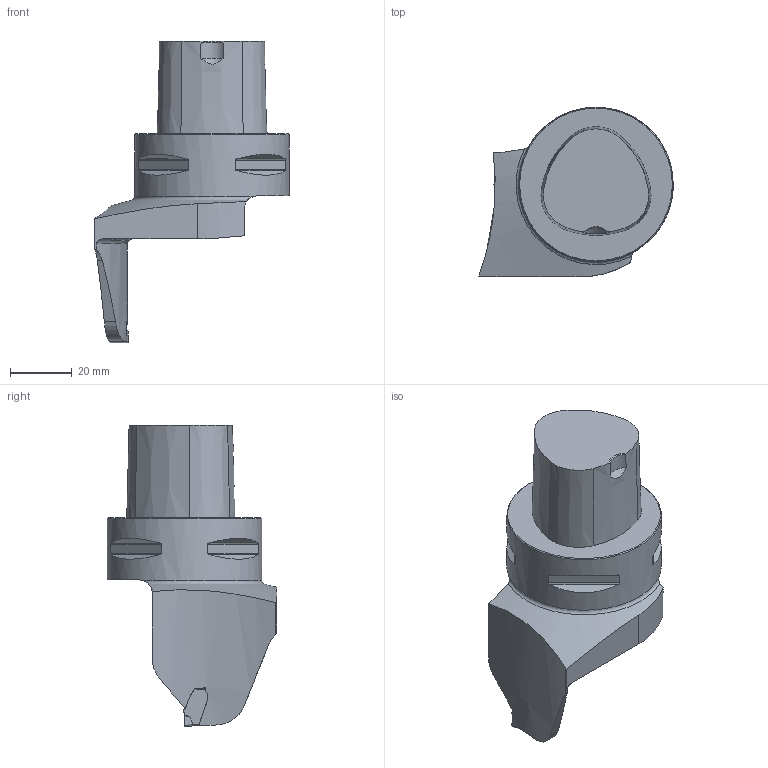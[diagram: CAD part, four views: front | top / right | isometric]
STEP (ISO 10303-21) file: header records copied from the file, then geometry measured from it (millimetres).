
FILE_DESCRIPTION(/* description */ (''),/* implementation_level */ '2;1');
FILE_NAME(/* name */ 'toolassembly_1.stp',/* time_stamp */ '2020-06-17T11:29:50+02:00',/* author */ (''),/* organization */ ('SMS'),/* preprocessor_version */ 'ST-DEVELOPER v16.7',/* originating_system */ 'SIEMENS PLM Software NX 12.0',/* authorisation */ '');
FILE_SCHEMA (('AUTOMOTIVE_DESIGN { 1 0 10303 214 3 1 1 1 }'));
Length unit declared in the file: millimetre
Products named in the file (4): ASSEMBLY_CONSTRUCTION; CUT_20200617112702; NOCUT_20200617112615; TOOLASSEMBLY_1
Assembly tree (3 placements, depth 2):
  TOOLASSEMBLY_1
    NOCUT_20200617112615
    CUT_20200617112702
    ASSEMBLY_CONSTRUCTION
Bounding box: 62.94 x 54.8 x 97.6 mm (x, y, z)
Volume: 93468.2 mm3; surface area: 16039.7 mm2
Topology: 2 solids, 2 shells, 85 faces, 225 edges, 157 vertices
Faces by surface type: plane 35, cylinder 28, cone 10, bspline 8, torus 2, extrusion 2
Full cylindrical faces by diameter (mm): 50 x1
Entity records: 8009 total; most frequent: CARTESIAN_POINT 5874, ORIENTED_EDGE 442, DIRECTION 359, EDGE_CURVE 221, VERTEX_POINT 147, AXIS2_PLACEMENT_3D 137, EDGE_LOOP 92, B_SPLINE_CURVE_WITH_KNOTS 88
